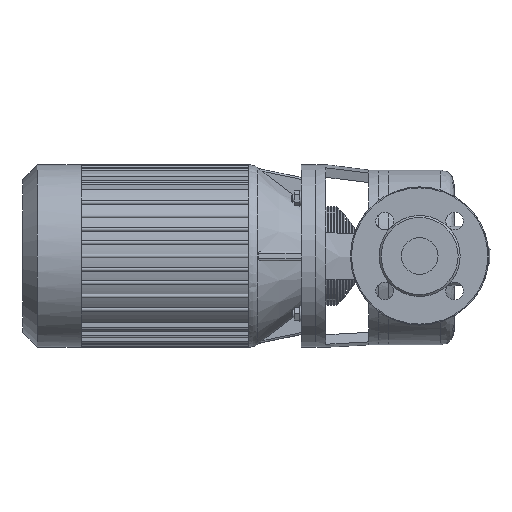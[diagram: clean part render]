
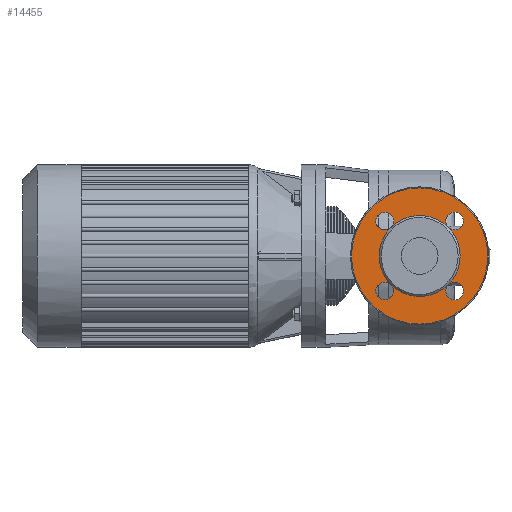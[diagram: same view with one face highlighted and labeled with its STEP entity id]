
A CAD part, left-side view. The second image highlights one B-rep face of the part: STEP entity #14455.
In plain terms, the highlighted planar face has unit normal (-1, 0, 0).
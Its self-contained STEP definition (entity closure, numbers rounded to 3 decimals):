
#14018=CARTESIAN_POINT('',(2.,0.,-69.0));
#14019=VERTEX_POINT('',#14018);
#14037=CARTESIAN_POINT('',(2.,0.,69.0));
#14038=VERTEX_POINT('',#14037);
#14046=CARTESIAN_POINT('',(2.,0.,0.0));
#14047=DIRECTION('',(1.0,0.0,0.0));
#14048=DIRECTION('',(0.0,1.0,0.0));
#14049=AXIS2_PLACEMENT_3D('',#14046,#14047,#14048);
#14050=CIRCLE('',#14049,69.0);
#14051=EDGE_CURVE('',#14038,#14019,#14050,.T.);
#14061=CARTESIAN_POINT('',(2.,41.,0.0));
#14062=VERTEX_POINT('',#14061);
#14071=CARTESIAN_POINT('',(2.,28.991,-28.991));
#14072=VERTEX_POINT('',#14071);
#14073=CARTESIAN_POINT('',(2.,0.,0.0));
#14074=DIRECTION('',(1.0,0.0,0.0));
#14075=DIRECTION('',(0.0,1.0,0.0));
#14076=AXIS2_PLACEMENT_3D('',#14073,#14074,#14075);
#14077=CIRCLE('',#14076,41.);
#14078=EDGE_CURVE('',#14072,#14062,#14077,.T.);
#14080=CARTESIAN_POINT('',(2.,-28.991,-28.991));
#14081=VERTEX_POINT('',#14080);
#14082=CARTESIAN_POINT('',(2.,0.,0.0));
#14083=DIRECTION('',(1.0,0.0,0.0));
#14084=DIRECTION('',(0.0,1.0,0.0));
#14085=AXIS2_PLACEMENT_3D('',#14082,#14083,#14084);
#14086=CIRCLE('',#14085,41.);
#14087=EDGE_CURVE('',#14081,#14072,#14086,.T.);
#14089=CARTESIAN_POINT('',(2.,-41.,0.));
#14090=VERTEX_POINT('',#14089);
#14091=CARTESIAN_POINT('',(2.,0.,0.0));
#14092=DIRECTION('',(1.0,0.0,0.0));
#14093=DIRECTION('',(0.0,1.0,0.0));
#14094=AXIS2_PLACEMENT_3D('',#14091,#14092,#14093);
#14095=CIRCLE('',#14094,41.);
#14096=EDGE_CURVE('',#14090,#14081,#14095,.T.);
#14123=CARTESIAN_POINT('',(2.,35.355,-44.355));
#14124=VERTEX_POINT('',#14123);
#14140=CARTESIAN_POINT('',(2.,35.355,-26.355));
#14141=VERTEX_POINT('',#14140);
#14148=CARTESIAN_POINT('',(2.,35.355,-35.355));
#14149=DIRECTION('',(1.0,0.0,0.0));
#14150=DIRECTION('',(0.0,0.0,-1.0));
#14151=AXIS2_PLACEMENT_3D('',#14148,#14149,#14150);
#14152=CIRCLE('',#14151,9.0);
#14153=EDGE_CURVE('',#14124,#14141,#14152,.T.);
#14165=CARTESIAN_POINT('',(2.,44.355,35.355));
#14166=VERTEX_POINT('',#14165);
#14182=CARTESIAN_POINT('',(2.,26.355,35.355));
#14183=VERTEX_POINT('',#14182);
#14190=CARTESIAN_POINT('',(2.,35.355,35.355));
#14191=DIRECTION('',(1.0,0.0,0.0));
#14192=DIRECTION('',(0.0,1.0,0.0));
#14193=AXIS2_PLACEMENT_3D('',#14190,#14191,#14192);
#14194=CIRCLE('',#14193,9.0);
#14195=EDGE_CURVE('',#14166,#14183,#14194,.T.);
#14207=CARTESIAN_POINT('',(2.,-35.355,44.355));
#14208=VERTEX_POINT('',#14207);
#14224=CARTESIAN_POINT('',(2.,-35.355,26.355));
#14225=VERTEX_POINT('',#14224);
#14232=CARTESIAN_POINT('',(2.,-35.355,35.355));
#14233=DIRECTION('',(1.0,0.0,0.0));
#14234=DIRECTION('',(0.0,0.0,1.0));
#14235=AXIS2_PLACEMENT_3D('',#14232,#14233,#14234);
#14236=CIRCLE('',#14235,9.0);
#14237=EDGE_CURVE('',#14208,#14225,#14236,.T.);
#14249=CARTESIAN_POINT('',(2.,-44.355,-35.355));
#14250=VERTEX_POINT('',#14249);
#14266=CARTESIAN_POINT('',(2.,-26.355,-35.355));
#14267=VERTEX_POINT('',#14266);
#14274=CARTESIAN_POINT('',(2.,-35.355,-35.355));
#14275=DIRECTION('',(1.0,0.0,0.0));
#14276=DIRECTION('',(0.0,-1.0,0.0));
#14277=AXIS2_PLACEMENT_3D('',#14274,#14275,#14276);
#14278=CIRCLE('',#14277,9.0);
#14279=EDGE_CURVE('',#14250,#14267,#14278,.T.);
#14290=CARTESIAN_POINT('',(2.,-35.355,-35.355));
#14291=DIRECTION('',(1.0,0.0,0.0));
#14292=DIRECTION('',(0.0,-1.0,0.0));
#14293=AXIS2_PLACEMENT_3D('',#14290,#14291,#14292);
#14294=CIRCLE('',#14293,9.0);
#14295=EDGE_CURVE('',#14081,#14250,#14294,.T.);
#14297=CARTESIAN_POINT('',(2.,-35.355,-35.355));
#14298=DIRECTION('',(1.0,0.0,0.0));
#14299=DIRECTION('',(0.0,-1.0,0.0));
#14300=AXIS2_PLACEMENT_3D('',#14297,#14298,#14299);
#14301=CIRCLE('',#14300,9.0);
#14302=EDGE_CURVE('',#14267,#14081,#14301,.T.);
#14321=CARTESIAN_POINT('',(2.,-28.991,28.991));
#14322=VERTEX_POINT('',#14321);
#14323=CARTESIAN_POINT('',(2.,-35.355,35.355));
#14324=DIRECTION('',(1.0,0.0,0.0));
#14325=DIRECTION('',(0.0,0.0,1.0));
#14326=AXIS2_PLACEMENT_3D('',#14323,#14324,#14325);
#14327=CIRCLE('',#14326,9.0);
#14328=EDGE_CURVE('',#14322,#14208,#14327,.T.);
#14330=CARTESIAN_POINT('',(2.,-35.355,35.355));
#14331=DIRECTION('',(1.0,0.0,0.0));
#14332=DIRECTION('',(0.0,0.0,1.0));
#14333=AXIS2_PLACEMENT_3D('',#14330,#14331,#14332);
#14334=CIRCLE('',#14333,9.0);
#14335=EDGE_CURVE('',#14225,#14322,#14334,.T.);
#14354=CARTESIAN_POINT('',(2.,28.991,28.991));
#14355=VERTEX_POINT('',#14354);
#14356=CARTESIAN_POINT('',(2.,35.355,35.355));
#14357=DIRECTION('',(1.0,0.0,0.0));
#14358=DIRECTION('',(0.0,1.0,0.0));
#14359=AXIS2_PLACEMENT_3D('',#14356,#14357,#14358);
#14360=CIRCLE('',#14359,9.0);
#14361=EDGE_CURVE('',#14355,#14166,#14360,.T.);
#14363=CARTESIAN_POINT('',(2.,35.355,35.355));
#14364=DIRECTION('',(1.0,0.0,0.0));
#14365=DIRECTION('',(0.0,1.0,0.0));
#14366=AXIS2_PLACEMENT_3D('',#14363,#14364,#14365);
#14367=CIRCLE('',#14366,9.0);
#14368=EDGE_CURVE('',#14183,#14355,#14367,.T.);
#14381=CARTESIAN_POINT('',(2.,55.0,0.0));
#14382=DIRECTION('',(-1.0,0.0,0.0));
#14383=DIRECTION('',(0.0,0.0,1.0));
#14384=AXIS2_PLACEMENT_3D('',#14381,#14382,#14383);
#14385=PLANE('',#14384);
#14386=CARTESIAN_POINT('',(2.,69.0,0.0));
#14387=VERTEX_POINT('',#14386);
#14388=CARTESIAN_POINT('',(2.,0.,0.0));
#14389=DIRECTION('',(1.0,0.0,0.0));
#14390=DIRECTION('',(0.0,1.0,0.0));
#14391=AXIS2_PLACEMENT_3D('',#14388,#14389,#14390);
#14392=CIRCLE('',#14391,69.0);
#14393=EDGE_CURVE('',#14387,#14038,#14392,.T.);
#14394=ORIENTED_EDGE('',*,*,#14393,.F.);
#14395=CARTESIAN_POINT('',(2.,0.,0.0));
#14396=DIRECTION('',(1.0,0.0,0.0));
#14397=DIRECTION('',(0.0,1.0,0.0));
#14398=AXIS2_PLACEMENT_3D('',#14395,#14396,#14397);
#14399=CIRCLE('',#14398,69.0);
#14400=EDGE_CURVE('',#14019,#14387,#14399,.T.);
#14401=ORIENTED_EDGE('',*,*,#14400,.F.);
#14402=ORIENTED_EDGE('',*,*,#14051,.F.);
#14403=EDGE_LOOP('',(#14394,#14401,#14402));
#14404=FACE_OUTER_BOUND('',#14403,.T.);
#14405=ORIENTED_EDGE('',*,*,#14078,.T.);
#14406=CARTESIAN_POINT('',(2.,0.,0.0));
#14407=DIRECTION('',(1.0,0.0,0.0));
#14408=DIRECTION('',(0.0,1.0,0.0));
#14409=AXIS2_PLACEMENT_3D('',#14406,#14407,#14408);
#14410=CIRCLE('',#14409,41.);
#14411=EDGE_CURVE('',#14062,#14355,#14410,.T.);
#14412=ORIENTED_EDGE('',*,*,#14411,.T.);
#14413=ORIENTED_EDGE('',*,*,#14361,.T.);
#14414=ORIENTED_EDGE('',*,*,#14195,.T.);
#14415=ORIENTED_EDGE('',*,*,#14368,.T.);
#14416=CARTESIAN_POINT('',(2.,0.,0.0));
#14417=DIRECTION('',(1.0,0.0,0.0));
#14418=DIRECTION('',(0.0,1.0,0.0));
#14419=AXIS2_PLACEMENT_3D('',#14416,#14417,#14418);
#14420=CIRCLE('',#14419,41.);
#14421=EDGE_CURVE('',#14355,#14322,#14420,.T.);
#14422=ORIENTED_EDGE('',*,*,#14421,.T.);
#14423=ORIENTED_EDGE('',*,*,#14328,.T.);
#14424=ORIENTED_EDGE('',*,*,#14237,.T.);
#14425=ORIENTED_EDGE('',*,*,#14335,.T.);
#14426=CARTESIAN_POINT('',(2.,0.,0.0));
#14427=DIRECTION('',(1.0,0.0,0.0));
#14428=DIRECTION('',(0.0,1.0,0.0));
#14429=AXIS2_PLACEMENT_3D('',#14426,#14427,#14428);
#14430=CIRCLE('',#14429,41.);
#14431=EDGE_CURVE('',#14322,#14090,#14430,.T.);
#14432=ORIENTED_EDGE('',*,*,#14431,.T.);
#14433=ORIENTED_EDGE('',*,*,#14096,.T.);
#14434=ORIENTED_EDGE('',*,*,#14295,.T.);
#14435=ORIENTED_EDGE('',*,*,#14279,.T.);
#14436=ORIENTED_EDGE('',*,*,#14302,.T.);
#14437=ORIENTED_EDGE('',*,*,#14087,.T.);
#14438=CARTESIAN_POINT('',(2.,35.355,-35.355));
#14439=DIRECTION('',(1.0,0.0,0.0));
#14440=DIRECTION('',(0.0,0.0,-1.0));
#14441=AXIS2_PLACEMENT_3D('',#14438,#14439,#14440);
#14442=CIRCLE('',#14441,9.0);
#14443=EDGE_CURVE('',#14072,#14124,#14442,.T.);
#14444=ORIENTED_EDGE('',*,*,#14443,.T.);
#14445=ORIENTED_EDGE('',*,*,#14153,.T.);
#14446=CARTESIAN_POINT('',(2.,35.355,-35.355));
#14447=DIRECTION('',(1.0,0.0,0.0));
#14448=DIRECTION('',(0.0,0.0,-1.0));
#14449=AXIS2_PLACEMENT_3D('',#14446,#14447,#14448);
#14450=CIRCLE('',#14449,9.0);
#14451=EDGE_CURVE('',#14141,#14072,#14450,.T.);
#14452=ORIENTED_EDGE('',*,*,#14451,.T.);
#14453=EDGE_LOOP('',(#14405,#14412,#14413,#14414,#14415,#14422,#14423,#14424,#14425,#14432,#14433,#14434,#14435,#14436,#14437,#14444,#14445,#14452));
#14454=FACE_BOUND('',#14453,.T.);
#14455=ADVANCED_FACE('',(#14404,#14454),#14385,.T.);
